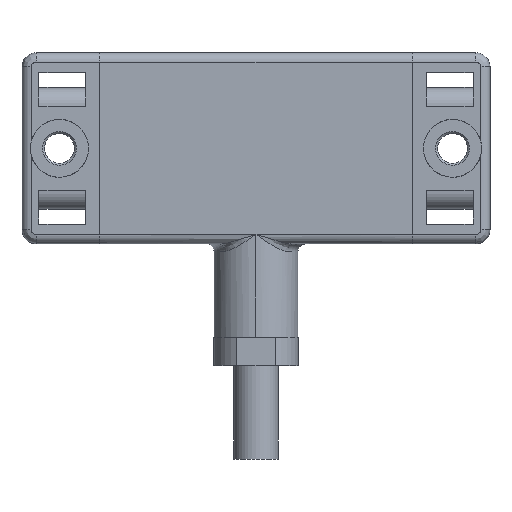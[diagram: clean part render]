
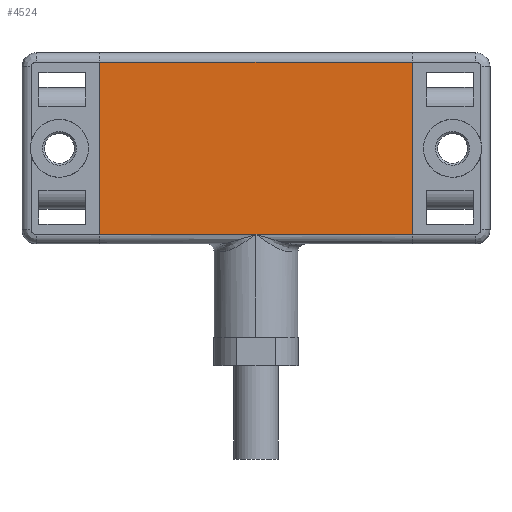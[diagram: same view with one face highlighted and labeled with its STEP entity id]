
A CAD part, top view. The second image highlights one B-rep face of the part: STEP entity #4524.
In plain terms, the highlighted planar face has unit normal (0, 0, 1).
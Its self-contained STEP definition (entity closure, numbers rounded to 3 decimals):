
#92=CARTESIAN_POINT('',(0.,-9.2,-0.2));
#122=DIRECTION('',(-1.,0.,0.));
#123=VECTOR('',#122,16.7);
#124=CARTESIAN_POINT('',(0.,-9.2,-0.2));
#125=LINE('',#124,#123);
#916=DIRECTION('',(-1.,0.,0.));
#917=VECTOR('',#916,16.7);
#918=CARTESIAN_POINT('',(16.7,-9.2,-0.2));
#919=LINE('',#918,#917);
#1174=DIRECTION('',(0.,-1.,0.));
#1175=VECTOR('',#1174,18.4);
#1176=CARTESIAN_POINT('',(-16.7,9.2,-0.2));
#1177=LINE('',#1176,#1175);
#1178=DIRECTION('',(0.,1.,0.));
#1179=VECTOR('',#1178,18.4);
#1180=CARTESIAN_POINT('',(16.7,-9.2,-0.2));
#1181=LINE('',#1180,#1179);
#1191=DIRECTION('',(1.,0.,0.));
#1192=VECTOR('',#1191,33.4);
#1193=CARTESIAN_POINT('',(-16.7,9.2,-0.2));
#1194=LINE('',#1193,#1192);
#1876=CARTESIAN_POINT('',(-16.7,9.2,-0.2));
#1877=CARTESIAN_POINT('',(16.7,9.2,-0.2));
#1878=VERTEX_POINT('',#1876);
#1879=VERTEX_POINT('',#1877);
#1880=CARTESIAN_POINT('',(-16.7,-9.2,-0.2));
#1881=VERTEX_POINT('',#1880);
#1884=CARTESIAN_POINT('',(16.7,-9.2,-0.2));
#1885=VERTEX_POINT('',#1884);
#2020=VERTEX_POINT('',#92);
#4511=CARTESIAN_POINT('',(-25.,-10.2,-0.2));
#4512=DIRECTION('',(0.,0.,1.));
#4513=DIRECTION('',(1.,0.,0.));
#4514=AXIS2_PLACEMENT_3D('',#4511,#4512,#4513);
#4515=PLANE('',#4514);
#4516=ORIENTED_EDGE('',*,*,#3936,.T.);
#4517=ORIENTED_EDGE('',*,*,#2293,.T.);
#4518=ORIENTED_EDGE('',*,*,#2316,.F.);
#4520=ORIENTED_EDGE('',*,*,#4519,.T.);
#4521=ORIENTED_EDGE('',*,*,#3025,.F.);
#4522=EDGE_LOOP('',(#4516,#4517,#4518,#4520,#4521));
#4523=FACE_OUTER_BOUND('',#4522,.F.);
#4524=ADVANCED_FACE('',(#4523),#4515,.T.);
#2293=EDGE_CURVE('',#2020,#1881,#125,.T.);
#2316=EDGE_CURVE('',#1878,#1881,#1177,.T.);
#3025=EDGE_CURVE('',#1885,#1879,#1181,.T.);
#3936=EDGE_CURVE('',#1885,#2020,#919,.T.);
#4519=EDGE_CURVE('',#1878,#1879,#1194,.T.);
